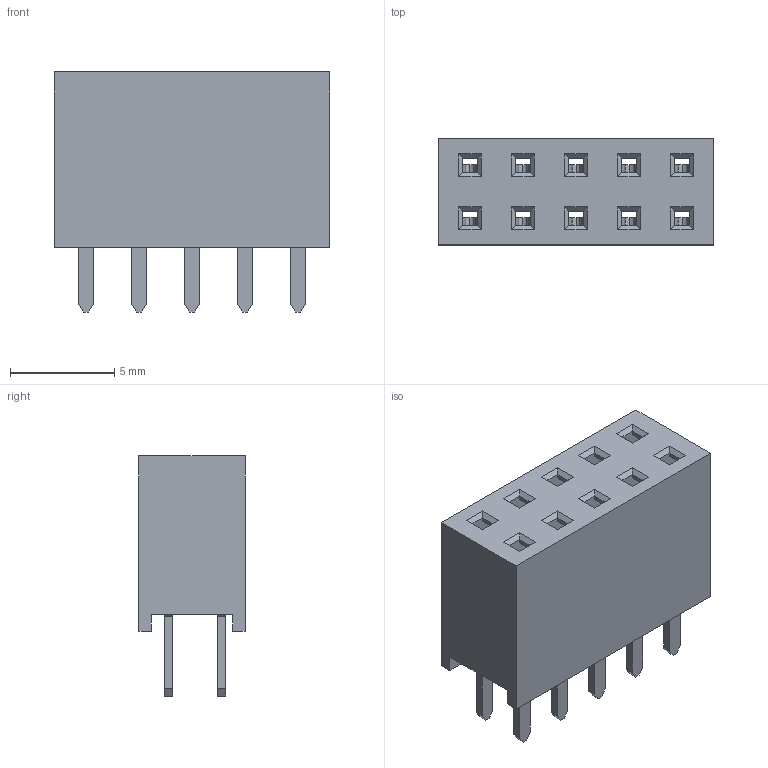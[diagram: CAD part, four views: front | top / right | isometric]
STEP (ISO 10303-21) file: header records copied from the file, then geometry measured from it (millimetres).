
FILE_DESCRIPTION( ( 'Unknown' ), '1' );
FILE_NAME( '61301021821.stp', 'Unknown', ( 'Unknown' ), ( 'Unknown' ), 'PSStep 17.0.49', 'Unknown', ' ' );
FILE_SCHEMA( ( 'AUTOMOTIVE_DESIGN { 1 0 10303 214 1 1 1 1 }' ) );
Length unit declared in the file: millimetre
Products named in the file (3): Assem1; 6130xx21821_PIN; 61301021821
Assembly tree (11 placements, depth 2):
  Assem1
    6130xx21821_PIN  x10
    61301021821
Bounding box: 13.2 x 5.08 x 11.5 mm (x, y, z)
Volume: 457 mm3; surface area: 1162.6 mm2
Topology: 11 solids, 11 shells, 380 faces, 1034 edges, 676 vertices
Faces by surface type: plane 340, extrusion 20, cylinder 20
Entity records: 6099 total; most frequent: CARTESIAN_POINT 872, ORIENTED_EDGE 826, DIRECTION 745, EDGE_CURVE 413, VECTOR 407, LINE 405, VERTEX_POINT 262, EDGE_LOOP 175
